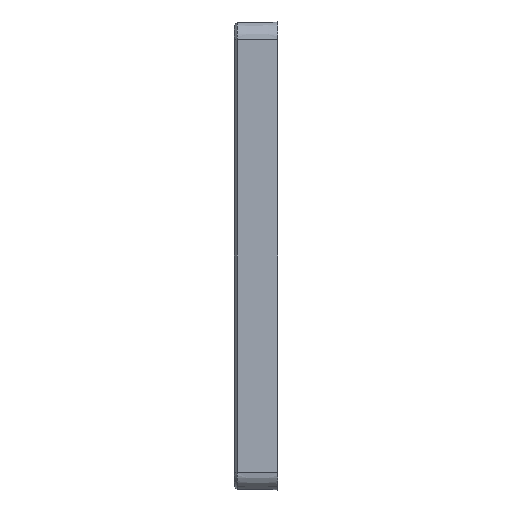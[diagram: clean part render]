
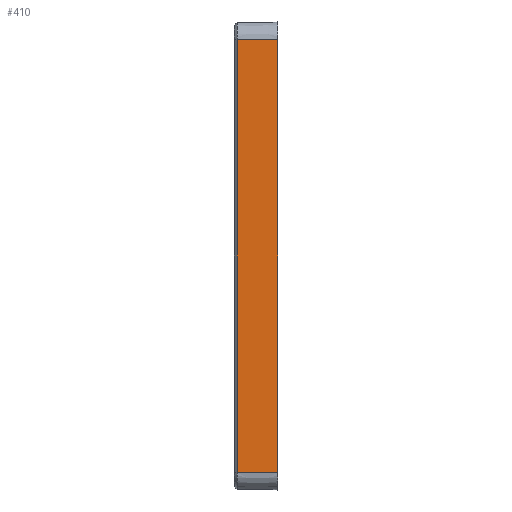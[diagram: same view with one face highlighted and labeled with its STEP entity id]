
A CAD part, left-side view. The second image highlights one B-rep face of the part: STEP entity #410.
In plain terms, the highlighted planar face has unit normal (-1, 0.012, 0).
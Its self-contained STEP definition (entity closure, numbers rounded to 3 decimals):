
#410 = ADVANCED_FACE ( 'NONE', ( #1551 ), #1550, .T. ) ;
#411 = EDGE_LOOP ( 'NONE', ( #412, #633, #635, #636 ) ) ;
#412 = ORIENTED_EDGE ( 'NONE', *, *, #413, .F. ) ;
#413 = EDGE_CURVE ( 'NONE', #631, #632, #1492, .T. ) ;
#631 = VERTEX_POINT ( 'NONE', #1677 ) ;
#632 = VERTEX_POINT ( 'NONE', #1676 ) ;
#633 = ORIENTED_EDGE ( 'NONE', *, *, #634, .T. ) ;
#634 = EDGE_CURVE ( 'NONE', #631, #645, #1675, .T. ) ;
#635 = ORIENTED_EDGE ( 'NONE', *, *, #644, .T. ) ;
#636 = ORIENTED_EDGE ( 'NONE', *, *, #637, .T. ) ;
#637 = EDGE_CURVE ( 'NONE', #646, #632, #1671, .T. ) ;
#644 = EDGE_CURVE ( 'NONE', #645, #646, #1984, .T. ) ;
#645 = VERTEX_POINT ( 'NONE', #2018 ) ;
#646 = VERTEX_POINT ( 'NONE', #2017 ) ;
#1489 = DIRECTION ( 'NONE',  ( -0.012, -1., 0. ) ) ;
#1490 = VECTOR ( 'NONE', #1489, 1000. ) ;
#1491 = CARTESIAN_POINT ( 'NONE',  ( -125., 0., 74. ) ) ;
#1492 = LINE ( 'NONE', #1491, #1490 ) ;
#1546 = DIRECTION ( 'NONE',  ( -0.012, -1., 0. ) ) ;
#1547 = DIRECTION ( 'NONE',  ( -1., 0.012, 0. ) ) ;
#1548 = CARTESIAN_POINT ( 'NONE',  ( -125., 0., 74. ) ) ;
#1549 = AXIS2_PLACEMENT_3D ( 'NONE', #1548, #1547, #1546 ) ;
#1550 = PLANE ( 'NONE',  #1549 ) ;
#1551 = FACE_OUTER_BOUND ( 'NONE', #411, .T. ) ;
#1668 = DIRECTION ( 'NONE',  ( 0., 0., 1. ) ) ;
#1669 = VECTOR ( 'NONE', #1668, 1000. ) ;
#1670 = CARTESIAN_POINT ( 'NONE',  ( -125., 0., 74. ) ) ;
#1671 = LINE ( 'NONE', #1670, #1669 ) ;
#1672 = DIRECTION ( 'NONE',  ( 0., 0., -1. ) ) ;
#1673 = VECTOR ( 'NONE', #1672, 1000. ) ;
#1674 = CARTESIAN_POINT ( 'NONE',  ( -124.829, 13.988, -74. ) ) ;
#1675 = LINE ( 'NONE', #1674, #1673 ) ;
#1676 = CARTESIAN_POINT ( 'NONE',  ( -125., 0., 74. ) ) ;
#1677 = CARTESIAN_POINT ( 'NONE',  ( -124.829, 13.988, 74. ) ) ;
#1981 = DIRECTION ( 'NONE',  ( -0.012, -1., 0. ) ) ;
#1982 = VECTOR ( 'NONE', #1981, 1000. ) ;
#1983 = CARTESIAN_POINT ( 'NONE',  ( -125., 0., -74. ) ) ;
#1984 = LINE ( 'NONE', #1983, #1982 ) ;
#2017 = CARTESIAN_POINT ( 'NONE',  ( -125., 0., -74. ) ) ;
#2018 = CARTESIAN_POINT ( 'NONE',  ( -124.829, 13.988, -74. ) ) ;
